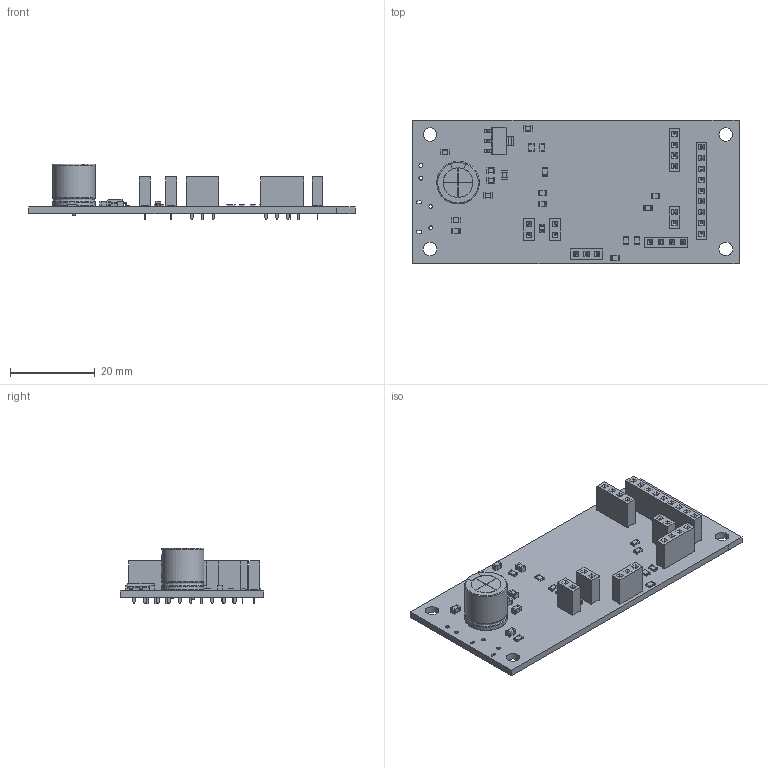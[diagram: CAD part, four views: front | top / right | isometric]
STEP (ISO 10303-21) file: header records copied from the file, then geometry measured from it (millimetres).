
FILE_DESCRIPTION(('KiCad electronic assembly'),'2;1');
FILE_NAME('mainboard.step','2021-04-12T14:17:04',('An Author'),( 'A Company'),'Open CASCADE STEP processor 6.9', 'KiCad to STEP converter','Unknown');
FILE_SCHEMA(('AUTOMOTIVE_DESIGN { 1 0 10303 214 1 1 1 1 }'));
Length unit declared in the file: millimetre
Products named in the file (22): Open CASCADE STEP translator 6.9 1; D_0805_2012Metric; SOLID; R_0805_2012Metric; PinSocket_1x04_P2.54mm_Vertical; CP_Radial_D10.0mm_P5.00mm; PinSocket_1x03_P2.54mm_Vertical; LED_0805_2012Metric; C_0805_2012Metric; PinSocket_1x02_P2.54mm_Vertical; PinSocket_1x09_P2.54mm_Vertical; SOT-223; COMPOUND
Assembly tree (39 placements, depth 3):
  Open CASCADE STEP translator 6.9 1
    D_0805_2012Metric
      SOLID
    R_0805_2012Metric  x9
      SOLID
    PinSocket_1x04_P2.54mm_Vertical  x2
      SOLID
    CP_Radial_D10.0mm_P5.00mm
      SOLID
    PinSocket_1x03_P2.54mm_Vertical
      SOLID
    LED_0805_2012Metric
      SOLID
    C_0805_2012Metric  x8
      SOLID
    PinSocket_1x02_P2.54mm_Vertical  x3
      SOLID
    PinSocket_1x09_P2.54mm_Vertical
      SOLID
    SOT-223
      SOLID
    COMPOUND
Bounding box: 76.83 x 33.66 x 13.1 mm (x, y, z)
Volume: 5989.8 mm3; surface area: 8568.7 mm2
Topology: 29 solids, 30 shells, 1602 faces, 4149 edges, 2706 vertices
Faces by surface type: plane 1315, cylinder 260, bspline 21, revolution 4, torus 2
Full cylindrical faces by diameter (mm): 0.7 x2, 0.85 x2, 0.899 x2, 1 x28, 3.2 x4
Entity records: 67506 total; most frequent: CARTESIAN_POINT 12503, DIRECTION 9007, LINE 6579, VECTOR 6579, ORIENTED_EDGE 4778, PCURVE 4778, DEFINITIONAL_REPRESENTATION 4778, EDGE_CURVE 2389
